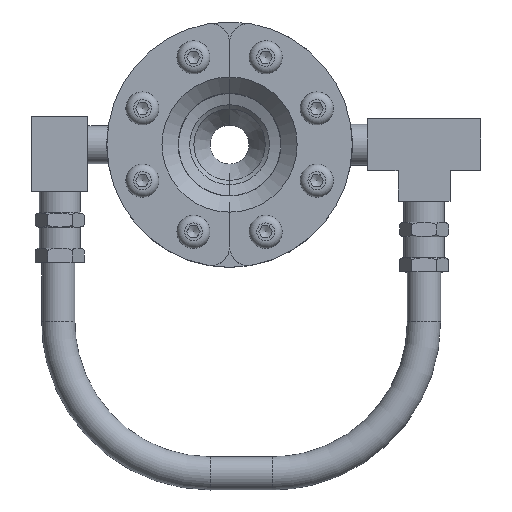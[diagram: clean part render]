
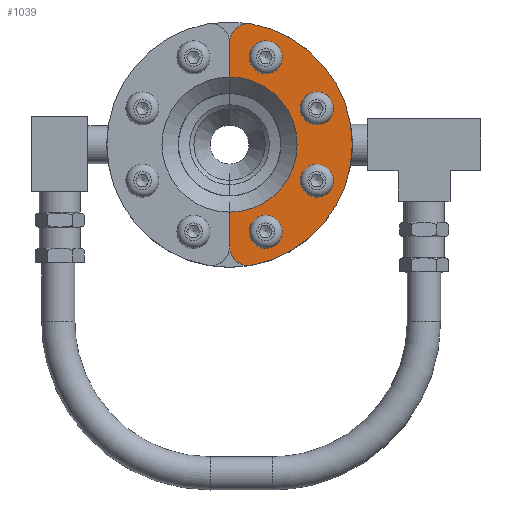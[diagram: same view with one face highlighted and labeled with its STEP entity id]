
A CAD part, top view. The second image highlights one B-rep face of the part: STEP entity #1039.
In plain terms, the highlighted planar face has unit normal (0, 0, 1).
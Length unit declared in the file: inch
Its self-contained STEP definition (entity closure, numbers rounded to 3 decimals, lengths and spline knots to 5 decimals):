
#879=CARTESIAN_POINT('',(0.03774,-1.13652,0.3125));
#880=VERTEX_POINT('',#879);
#887=CARTESIAN_POINT('',(0.03774,0.65348,0.3125));
#888=VERTEX_POINT('',#887);
#889=CARTESIAN_POINT('',(0.03774,-0.24152,0.3125));
#890=DIRECTION('',(0.0,0.0,1.0));
#891=DIRECTION('',(1.0,0.0,0.0));
#892=AXIS2_PLACEMENT_3D('',#889,#890,#891);
#893=CIRCLE('',#892,0.895);
#894=EDGE_CURVE('',#880,#888,#893,.T.);
#920=CARTESIAN_POINT('',(0.03774,1.11057,0.3125));
#921=VERTEX_POINT('',#920);
#922=CARTESIAN_POINT('',(0.03774,0.65348,0.3125));
#923=DIRECTION('',(0.0,1.0,0.0));
#924=VECTOR('',#923,0.45708);
#925=LINE('',#922,#924);
#926=EDGE_CURVE('',#888,#921,#925,.T.);
#953=CARTESIAN_POINT('',(0.64471,-0.24152,0.3125));
#954=DIRECTION('',(0.0,0.0,1.0));
#955=DIRECTION('',(1.0,0.0,0.0));
#956=AXIS2_PLACEMENT_3D('',#953,#954,#955);
#957=PLANE('',#956);
#958=ORIENTED_EDGE('',*,*,#894,.F.);
#959=CARTESIAN_POINT('',(0.03774,-1.5936,0.3125));
#960=VERTEX_POINT('',#959);
#961=CARTESIAN_POINT('',(0.03774,-1.5936,0.3125));
#962=DIRECTION('',(0.0,1.0,0.0));
#963=VECTOR('',#962,0.45708);
#964=LINE('',#961,#963);
#965=EDGE_CURVE('',#960,#880,#964,.T.);
#966=ORIENTED_EDGE('',*,*,#965,.F.);
#967=CARTESIAN_POINT('',(0.33319,-1.83943,0.3125));
#968=VERTEX_POINT('',#967);
#969=CARTESIAN_POINT('',(0.28774,-1.5936,0.3125));
#970=DIRECTION('',(0.0,0.0,-1.0));
#971=DIRECTION('',(1.0,0.0,0.0));
#972=AXIS2_PLACEMENT_3D('',#969,#970,#971);
#973=CIRCLE('',#972,0.25);
#974=EDGE_CURVE('',#968,#960,#973,.T.);
#975=ORIENTED_EDGE('',*,*,#974,.F.);
#976=CARTESIAN_POINT('',(0.33319,1.3564,0.3125));
#977=VERTEX_POINT('',#976);
#978=CARTESIAN_POINT('',(0.03774,-0.24152,0.3125));
#979=DIRECTION('',(0.0,0.0,-1.0));
#980=DIRECTION('',(-0.182,0.983,0.0));
#981=AXIS2_PLACEMENT_3D('',#978,#979,#980);
#982=CIRCLE('',#981,1.625);
#983=EDGE_CURVE('',#977,#968,#982,.T.);
#984=ORIENTED_EDGE('',*,*,#983,.F.);
#985=CARTESIAN_POINT('',(0.28774,1.11057,0.3125));
#986=DIRECTION('',(0.0,0.0,-1.0));
#987=DIRECTION('',(-0.182,-0.983,0.0));
#988=AXIS2_PLACEMENT_3D('',#985,#986,#987);
#989=CIRCLE('',#988,0.25);
#990=EDGE_CURVE('',#921,#977,#989,.T.);
#991=ORIENTED_EDGE('',*,*,#990,.F.);
#992=ORIENTED_EDGE('',*,*,#926,.F.);
#993=EDGE_LOOP('',(#958,#966,#975,#984,#991,#992));
#994=FACE_OUTER_BOUND('',#993,.T.);
#995=CARTESIAN_POINT('',(0.6489,-1.39636,0.3125));
#996=VERTEX_POINT('',#995);
#997=CARTESIAN_POINT('',(0.51609,-1.39636,0.3125));
#998=DIRECTION('',(0.0,0.0,-1.0));
#999=DIRECTION('',(1.0,0.0,0.0));
#1000=AXIS2_PLACEMENT_3D('',#997,#998,#999);
#1001=CIRCLE('',#1000,0.13281);
#1002=EDGE_CURVE('',#996,#996,#1001,.T.);
#1003=ORIENTED_EDGE('',*,*,#1002,.T.);
#1004=EDGE_LOOP('',(#1003));
#1005=FACE_BOUND('',#1004,.T.);
#1006=CARTESIAN_POINT('',(1.3254,-0.71987,0.3125));
#1007=VERTEX_POINT('',#1006);
#1008=CARTESIAN_POINT('',(1.19259,-0.71987,0.3125));
#1009=DIRECTION('',(0.0,0.0,-1.0));
#1010=DIRECTION('',(1.0,0.0,0.0));
#1011=AXIS2_PLACEMENT_3D('',#1008,#1009,#1010);
#1012=CIRCLE('',#1011,0.13281);
#1013=EDGE_CURVE('',#1007,#1007,#1012,.T.);
#1014=ORIENTED_EDGE('',*,*,#1013,.T.);
#1015=EDGE_LOOP('',(#1014));
#1016=FACE_BOUND('',#1015,.T.);
#1017=CARTESIAN_POINT('',(1.3254,0.23684,0.3125));
#1018=VERTEX_POINT('',#1017);
#1019=CARTESIAN_POINT('',(1.19259,0.23684,0.3125));
#1020=DIRECTION('',(0.0,0.0,-1.0));
#1021=DIRECTION('',(1.0,0.0,0.0));
#1022=AXIS2_PLACEMENT_3D('',#1019,#1020,#1021);
#1023=CIRCLE('',#1022,0.13281);
#1024=EDGE_CURVE('',#1018,#1018,#1023,.T.);
#1025=ORIENTED_EDGE('',*,*,#1024,.T.);
#1026=EDGE_LOOP('',(#1025));
#1027=FACE_BOUND('',#1026,.T.);
#1028=CARTESIAN_POINT('',(0.6489,0.91333,0.3125));
#1029=VERTEX_POINT('',#1028);
#1030=CARTESIAN_POINT('',(0.51609,0.91333,0.3125));
#1031=DIRECTION('',(0.0,0.0,-1.0));
#1032=DIRECTION('',(1.0,0.0,0.0));
#1033=AXIS2_PLACEMENT_3D('',#1030,#1031,#1032);
#1034=CIRCLE('',#1033,0.13281);
#1035=EDGE_CURVE('',#1029,#1029,#1034,.T.);
#1036=ORIENTED_EDGE('',*,*,#1035,.T.);
#1037=EDGE_LOOP('',(#1036));
#1038=FACE_BOUND('',#1037,.T.);
#1039=ADVANCED_FACE('',(#994,#1005,#1016,#1027,#1038),#957,.T.);
